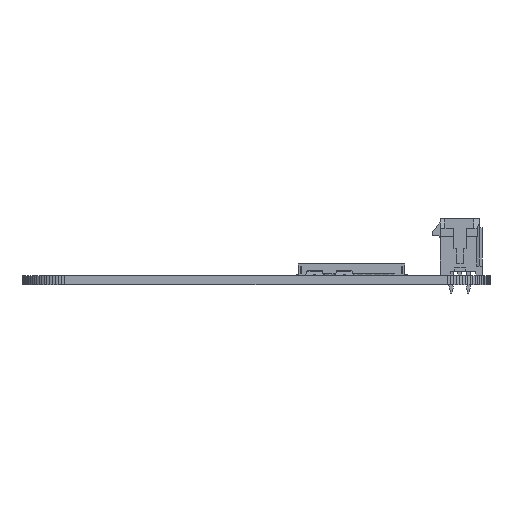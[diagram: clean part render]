
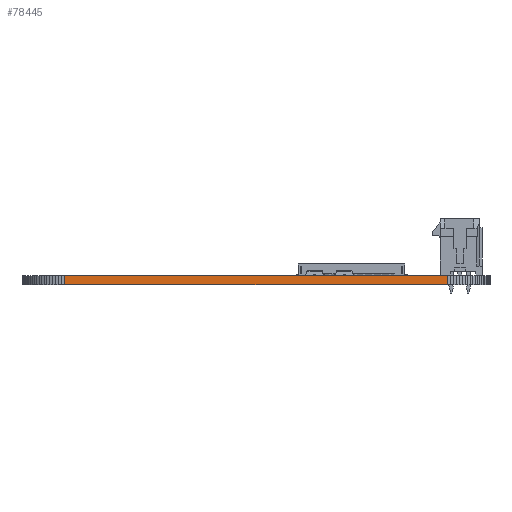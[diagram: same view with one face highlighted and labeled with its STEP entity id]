
A CAD part, front view. The second image highlights one B-rep face of the part: STEP entity #78445.
In plain terms, the highlighted planar face has unit normal (0, -1, 0).
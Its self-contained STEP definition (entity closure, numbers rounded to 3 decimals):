
#65140 = PLANE('',#65141);
#65141 = AXIS2_PLACEMENT_3D('',#65142,#65143,#65144);
#65142 = CARTESIAN_POINT('',(41.25,-41.5,1.6));
#65143 = DIRECTION('',(-0.,-0.,-1.));
#65144 = DIRECTION('',(-1.,0.,0.));
#65194 = PLANE('',#65195);
#65195 = AXIS2_PLACEMENT_3D('',#65196,#65197,#65198);
#65196 = CARTESIAN_POINT('',(41.25,-41.5,0.));
#65197 = DIRECTION('',(-0.,-0.,-1.));
#65198 = DIRECTION('',(-1.,0.,0.));
#66507 = VERTEX_POINT('',#66508);
#66508 = CARTESIAN_POINT('',(75.,-82.5,0.));
#66522 = PLANE('',#66523);
#66523 = AXIS2_PLACEMENT_3D('',#66524,#66525,#66526);
#66524 = CARTESIAN_POINT('',(75.535,-82.481,0.));
#66525 = DIRECTION('',(0.036,-0.999,0.));
#66526 = DIRECTION('',(-0.999,-0.036,0.));
#66534 = EDGE_CURVE('',#66507,#66535,#66537,.T.);
#66535 = VERTEX_POINT('',#66536);
#66536 = CARTESIAN_POINT('',(7.5,-82.5,0.));
#66537 = SURFACE_CURVE('',#66538,(#66542,#66549),.PCURVE_S1.);
#66538 = LINE('',#66539,#66540);
#66539 = CARTESIAN_POINT('',(75.,-82.5,0.));
#66540 = VECTOR('',#66541,1.);
#66541 = DIRECTION('',(-1.,0.,0.));
#66542 = PCURVE('',#65194,#66543);
#66543 = DEFINITIONAL_REPRESENTATION('',(#66544),#66548);
#66544 = LINE('',#66545,#66546);
#66545 = CARTESIAN_POINT('',(-33.75,-41.));
#66546 = VECTOR('',#66547,1.);
#66547 = DIRECTION('',(1.,0.));
#66548 = ( GEOMETRIC_REPRESENTATION_CONTEXT(2) 
PARAMETRIC_REPRESENTATION_CONTEXT() REPRESENTATION_CONTEXT('2D SPACE',''
  ) );
#66549 = PCURVE('',#66550,#66555);
#66550 = PLANE('',#66551);
#66551 = AXIS2_PLACEMENT_3D('',#66552,#66553,#66554);
#66552 = CARTESIAN_POINT('',(75.,-82.5,0.));
#66553 = DIRECTION('',(0.,-1.,0.));
#66554 = DIRECTION('',(-1.,0.,0.));
#66555 = DEFINITIONAL_REPRESENTATION('',(#66556),#66560);
#66556 = LINE('',#66557,#66558);
#66557 = CARTESIAN_POINT('',(0.,-0.));
#66558 = VECTOR('',#66559,1.);
#66559 = DIRECTION('',(1.,0.));
#66560 = ( GEOMETRIC_REPRESENTATION_CONTEXT(2) 
PARAMETRIC_REPRESENTATION_CONTEXT() REPRESENTATION_CONTEXT('2D SPACE',''
  ) );
#66578 = PLANE('',#66579);
#66579 = AXIS2_PLACEMENT_3D('',#66580,#66581,#66582);
#66580 = CARTESIAN_POINT('',(7.5,-82.5,0.));
#66581 = DIRECTION('',(-0.036,-0.999,0.));
#66582 = DIRECTION('',(-0.999,0.036,0.));
#72181 = VERTEX_POINT('',#72182);
#72182 = CARTESIAN_POINT('',(75.,-82.5,1.6));
#72203 = EDGE_CURVE('',#72181,#72204,#72206,.T.);
#72204 = VERTEX_POINT('',#72205);
#72205 = CARTESIAN_POINT('',(7.5,-82.5,1.6));
#72206 = SURFACE_CURVE('',#72207,(#72211,#72218),.PCURVE_S1.);
#72207 = LINE('',#72208,#72209);
#72208 = CARTESIAN_POINT('',(75.,-82.5,1.6));
#72209 = VECTOR('',#72210,1.);
#72210 = DIRECTION('',(-1.,0.,0.));
#72211 = PCURVE('',#65140,#72212);
#72212 = DEFINITIONAL_REPRESENTATION('',(#72213),#72217);
#72213 = LINE('',#72214,#72215);
#72214 = CARTESIAN_POINT('',(-33.75,-41.));
#72215 = VECTOR('',#72216,1.);
#72216 = DIRECTION('',(1.,0.));
#72217 = ( GEOMETRIC_REPRESENTATION_CONTEXT(2) 
PARAMETRIC_REPRESENTATION_CONTEXT() REPRESENTATION_CONTEXT('2D SPACE',''
  ) );
#72218 = PCURVE('',#66550,#72219);
#72219 = DEFINITIONAL_REPRESENTATION('',(#72220),#72224);
#72220 = LINE('',#72221,#72222);
#72221 = CARTESIAN_POINT('',(0.,-1.6));
#72222 = VECTOR('',#72223,1.);
#72223 = DIRECTION('',(1.,0.));
#72224 = ( GEOMETRIC_REPRESENTATION_CONTEXT(2) 
PARAMETRIC_REPRESENTATION_CONTEXT() REPRESENTATION_CONTEXT('2D SPACE',''
  ) );
#78397 = EDGE_CURVE('',#66507,#72181,#78398,.T.);
#78398 = SURFACE_CURVE('',#78399,(#78403,#78410),.PCURVE_S1.);
#78399 = LINE('',#78400,#78401);
#78400 = CARTESIAN_POINT('',(75.,-82.5,0.));
#78401 = VECTOR('',#78402,1.);
#78402 = DIRECTION('',(0.,0.,1.));
#78403 = PCURVE('',#66522,#78404);
#78404 = DEFINITIONAL_REPRESENTATION('',(#78405),#78409);
#78405 = LINE('',#78406,#78407);
#78406 = CARTESIAN_POINT('',(0.535,0.));
#78407 = VECTOR('',#78408,1.);
#78408 = DIRECTION('',(0.,-1.));
#78409 = ( GEOMETRIC_REPRESENTATION_CONTEXT(2) 
PARAMETRIC_REPRESENTATION_CONTEXT() REPRESENTATION_CONTEXT('2D SPACE',''
  ) );
#78410 = PCURVE('',#66550,#78411);
#78411 = DEFINITIONAL_REPRESENTATION('',(#78412),#78416);
#78412 = LINE('',#78413,#78414);
#78413 = CARTESIAN_POINT('',(0.,-0.));
#78414 = VECTOR('',#78415,1.);
#78415 = DIRECTION('',(0.,-1.));
#78416 = ( GEOMETRIC_REPRESENTATION_CONTEXT(2) 
PARAMETRIC_REPRESENTATION_CONTEXT() REPRESENTATION_CONTEXT('2D SPACE',''
  ) );
#78445 = ADVANCED_FACE('',(#78446),#66550,.T.);
#78446 = FACE_BOUND('',#78447,.T.);
#78447 = EDGE_LOOP('',(#78448,#78449,#78450,#78471));
#78448 = ORIENTED_EDGE('',*,*,#78397,.T.);
#78449 = ORIENTED_EDGE('',*,*,#72203,.T.);
#78450 = ORIENTED_EDGE('',*,*,#78451,.F.);
#78451 = EDGE_CURVE('',#66535,#72204,#78452,.T.);
#78452 = SURFACE_CURVE('',#78453,(#78457,#78464),.PCURVE_S1.);
#78453 = LINE('',#78454,#78455);
#78454 = CARTESIAN_POINT('',(7.5,-82.5,0.));
#78455 = VECTOR('',#78456,1.);
#78456 = DIRECTION('',(0.,0.,1.));
#78457 = PCURVE('',#66550,#78458);
#78458 = DEFINITIONAL_REPRESENTATION('',(#78459),#78463);
#78459 = LINE('',#78460,#78461);
#78460 = CARTESIAN_POINT('',(67.5,0.));
#78461 = VECTOR('',#78462,1.);
#78462 = DIRECTION('',(0.,-1.));
#78463 = ( GEOMETRIC_REPRESENTATION_CONTEXT(2) 
PARAMETRIC_REPRESENTATION_CONTEXT() REPRESENTATION_CONTEXT('2D SPACE',''
  ) );
#78464 = PCURVE('',#66578,#78465);
#78465 = DEFINITIONAL_REPRESENTATION('',(#78466),#78470);
#78466 = LINE('',#78467,#78468);
#78467 = CARTESIAN_POINT('',(0.,0.));
#78468 = VECTOR('',#78469,1.);
#78469 = DIRECTION('',(0.,-1.));
#78470 = ( GEOMETRIC_REPRESENTATION_CONTEXT(2) 
PARAMETRIC_REPRESENTATION_CONTEXT() REPRESENTATION_CONTEXT('2D SPACE',''
  ) );
#78471 = ORIENTED_EDGE('',*,*,#66534,.F.);
